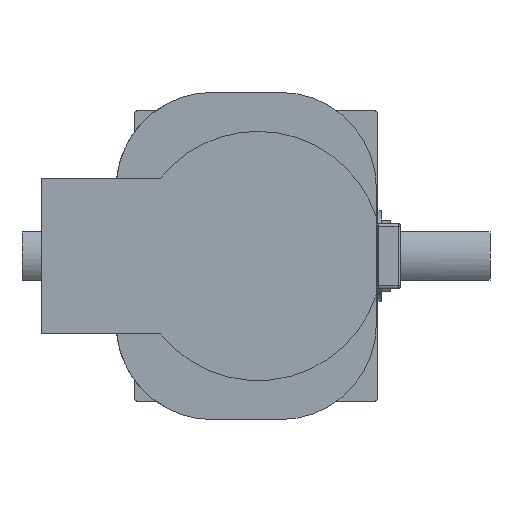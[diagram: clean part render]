
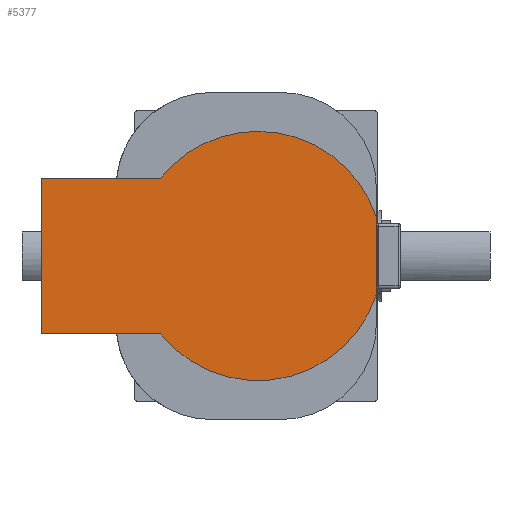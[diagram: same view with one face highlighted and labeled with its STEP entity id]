
A CAD part, left-side view. The second image highlights one B-rep face of the part: STEP entity #5377.
In plain terms, the highlighted planar face has unit normal (-1, 0, 0).
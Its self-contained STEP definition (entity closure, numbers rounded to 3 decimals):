
#6 = PLANE ( 'NONE',  #7577 ) ;
#13 = ORIENTED_EDGE ( 'NONE', *, *, #6427, .T. ) ;
#180 = DIRECTION ( 'NONE',  ( 0., 1., 0. ) ) ;
#434 = ORIENTED_EDGE ( 'NONE', *, *, #6185, .T. ) ;
#494 = CARTESIAN_POINT ( 'NONE',  ( -39.975, 9.229, 9.6 ) ) ;
#609 = CARTESIAN_POINT ( 'NONE',  ( -39.975, 16.723, 6. ) ) ;
#641 = DIRECTION ( 'NONE',  ( -1., 0., 0. ) ) ;
#750 = CARTESIAN_POINT ( 'NONE',  ( -39.975, 9.229, 0. ) ) ;
#1240 = ORIENTED_EDGE ( 'NONE', *, *, #7596, .T. ) ;
#1290 = CARTESIAN_POINT ( 'NONE',  ( -39.975, 25.9, -6. ) ) ;
#1338 = CARTESIAN_POINT ( 'NONE',  ( -39.975, 9.229, 0. ) ) ;
#1384 = CARTESIAN_POINT ( 'NONE',  ( -39.975, 25.9, -6. ) ) ;
#1450 = CARTESIAN_POINT ( 'NONE',  ( -39.975, 16.723, -6. ) ) ;
#1643 = VERTEX_POINT ( 'NONE', #494 ) ;
#1681 = EDGE_LOOP ( 'NONE', ( #434, #8170, #6802, #6528, #13, #8135, #1240 ) ) ;
#1718 = CIRCLE ( 'NONE', #7696, 9.6 ) ;
#1778 = CARTESIAN_POINT ( 'NONE',  ( -39.975, 0.11, -3. ) ) ;
#1931 = DIRECTION ( 'NONE',  ( 0., -1., 0. ) ) ;
#2310 = VERTEX_POINT ( 'NONE', #1384 ) ;
#2400 = EDGE_CURVE ( 'NONE', #7718, #8767, #2748, .T. ) ;
#2556 = VECTOR ( 'NONE', #5233, 1000. ) ;
#2576 = VECTOR ( 'NONE', #1931, 1000. ) ;
#2748 = LINE ( 'NONE', #7709, #6143 ) ;
#3078 = LINE ( 'NONE', #1778, #2556 ) ;
#3319 = LINE ( 'NONE', #1290, #2576 ) ;
#3524 = CARTESIAN_POINT ( 'NONE',  ( -39.975, 25.9, 6. ) ) ;
#3619 = VERTEX_POINT ( 'NONE', #4462 ) ;
#3698 = CARTESIAN_POINT ( 'NONE',  ( -39.975, 9.229, 0. ) ) ;
#3848 = VERTEX_POINT ( 'NONE', #7606 ) ;
#4277 = AXIS2_PLACEMENT_3D ( 'NONE', #1338, #641, #8163 ) ;
#4462 = CARTESIAN_POINT ( 'NONE',  ( -39.975, 0.11, 3. ) ) ;
#4563 = DIRECTION ( 'NONE',  ( 0., 0., 1. ) ) ;
#4590 = FACE_OUTER_BOUND ( 'NONE', #1681, .T. ) ;
#4830 = EDGE_CURVE ( 'NONE', #1643, #7718, #6738, .T. ) ;
#4983 = VERTEX_POINT ( 'NONE', #1450 ) ;
#5233 = DIRECTION ( 'NONE',  ( 0., 0., 1. ) ) ;
#5247 = AXIS2_PLACEMENT_3D ( 'NONE', #8585, #7222, #4563 ) ;
#5377 = ADVANCED_FACE ( 'NONE', ( #4590 ), #6, .T. ) ;
#5809 = DIRECTION ( 'NONE',  ( 0., 0., 1. ) ) ;
#6019 = EDGE_CURVE ( 'NONE', #8767, #2310, #6290, .T. ) ;
#6143 = VECTOR ( 'NONE', #180, 1000. ) ;
#6185 = EDGE_CURVE ( 'NONE', #3619, #1643, #1718, .T. ) ;
#6290 = LINE ( 'NONE', #3524, #7784 ) ;
#6327 = EDGE_CURVE ( 'NONE', #4983, #3848, #8635, .T. ) ;
#6427 = EDGE_CURVE ( 'NONE', #2310, #4983, #3319, .T. ) ;
#6443 = DIRECTION ( 'NONE',  ( -1., 0., 0. ) ) ;
#6528 = ORIENTED_EDGE ( 'NONE', *, *, #6019, .T. ) ;
#6688 = CARTESIAN_POINT ( 'NONE',  ( -39.975, 25.9, 6. ) ) ;
#6738 = CIRCLE ( 'NONE', #4277, 9.6 ) ;
#6755 = DIRECTION ( 'NONE',  ( 0., 0., 1. ) ) ;
#6789 = DIRECTION ( 'NONE',  ( -1., 0., 0. ) ) ;
#6802 = ORIENTED_EDGE ( 'NONE', *, *, #2400, .T. ) ;
#7222 = DIRECTION ( 'NONE',  ( -1., 0., 0. ) ) ;
#7558 = DIRECTION ( 'NONE',  ( 0., 0., -1. ) ) ;
#7577 = AXIS2_PLACEMENT_3D ( 'NONE', #750, #6789, #6755 ) ;
#7596 = EDGE_CURVE ( 'NONE', #3848, #3619, #3078, .T. ) ;
#7606 = CARTESIAN_POINT ( 'NONE',  ( -39.975, 0.11, -3. ) ) ;
#7696 = AXIS2_PLACEMENT_3D ( 'NONE', #3698, #6443, #5809 ) ;
#7709 = CARTESIAN_POINT ( 'NONE',  ( -39.975, 16.723, 6. ) ) ;
#7718 = VERTEX_POINT ( 'NONE', #609 ) ;
#7784 = VECTOR ( 'NONE', #7558, 1000. ) ;
#8135 = ORIENTED_EDGE ( 'NONE', *, *, #6327, .T. ) ;
#8163 = DIRECTION ( 'NONE',  ( 0., 0., 1. ) ) ;
#8170 = ORIENTED_EDGE ( 'NONE', *, *, #4830, .T. ) ;
#8585 = CARTESIAN_POINT ( 'NONE',  ( -39.975, 9.229, 0. ) ) ;
#8635 = CIRCLE ( 'NONE', #5247, 9.6 ) ;
#8767 = VERTEX_POINT ( 'NONE', #6688 ) ;
